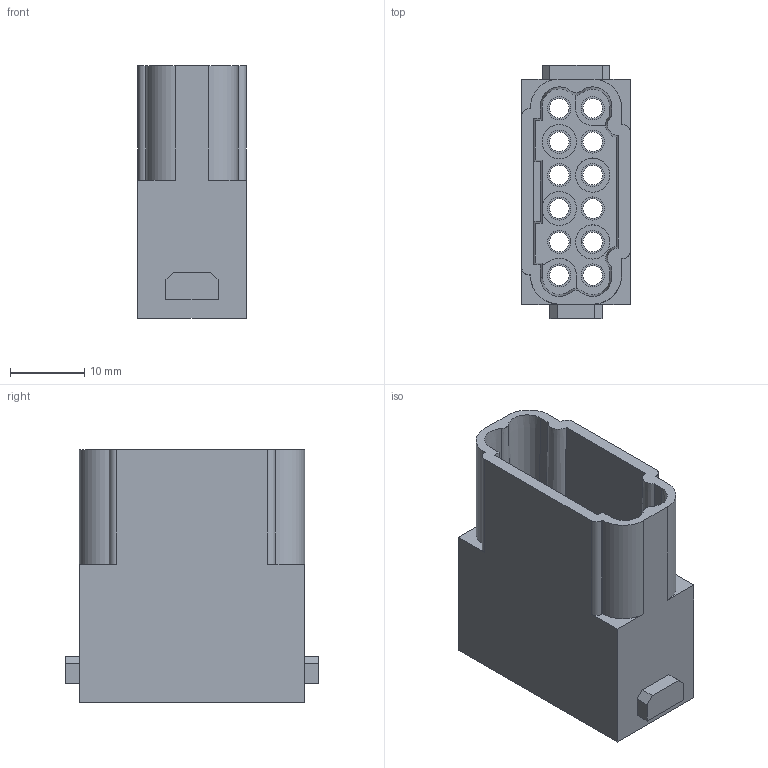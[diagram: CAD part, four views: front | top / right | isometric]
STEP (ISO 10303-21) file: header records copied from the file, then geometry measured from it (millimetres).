
FILE_DESCRIPTION(('Creo Elements/Direct Modeling STEP Export'),'2;1');
FILE_NAME('model.stp','2020-05-27T 9:16:52',(''),(''),'Creo Elements/Direct Modeling STEP processor for AP214 (Solid Model)','Creo Elements/Direct Modeling 20.1A 29-Sep-2018 (C) Parametric Technology GmbH','');
FILE_SCHEMA(('AUTOMOTIVE_DESIGN { 1 0 10303 214 1 1 1 1 }'));
Length unit declared in the file: millimetre
Products named in the file (2): HC_M_12_CT_M-select
Assembly tree (1 placements, depth 2):
  HC_M_12_CT_M-select
    HC_M_12_CT_M-select
Bounding box: 14.6 x 34.1 x 34 mm (x, y, z)
Volume: 8053.7 mm3; surface area: 7585.2 mm2
Topology: 1 solids, 1 shells, 187 faces, 487 edges, 321 vertices
Faces by surface type: cylinder 90, plane 65, cone 32
Entity records: 6837 total; most frequent: ORIENTED_EDGE 974, CARTESIAN_POINT 928, DIRECTION 845, EDGE_CURVE 487, VERTEX_POINT 321, AXIS2_PLACEMENT_3D 299, VECTOR 247, LINE 247
